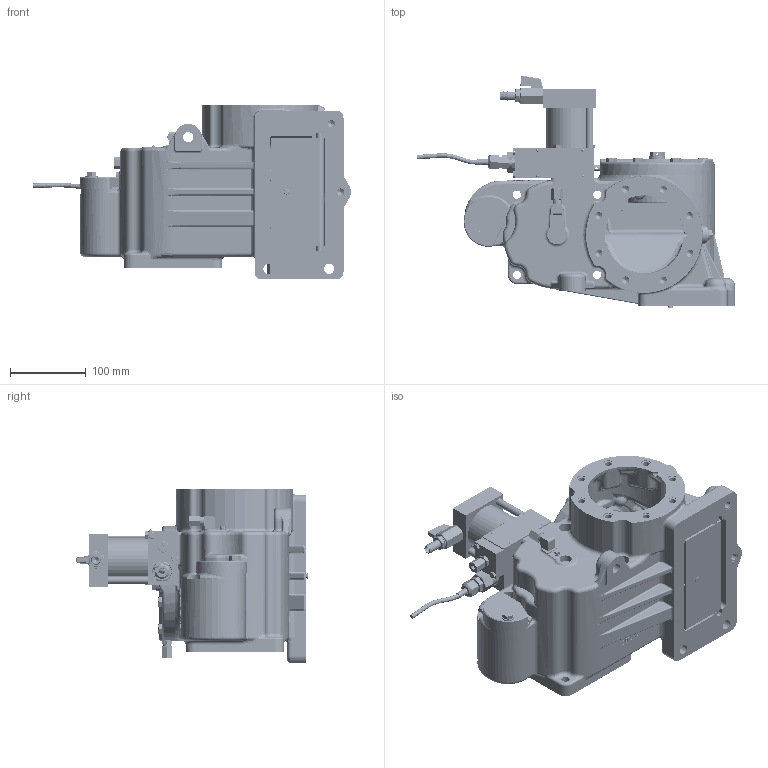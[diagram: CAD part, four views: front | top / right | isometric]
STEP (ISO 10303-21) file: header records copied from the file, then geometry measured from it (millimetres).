
FILE_DESCRIPTION (( 'STEP AP214' ), '1' );
FILE_NAME ('GVL80SE_252531.STEP', '2014-11-25T08:45:57', ( 'Admin2' ), ( '' ), 'SwSTEP 2.0', 'SolidWorks 2010', '' );
FILE_SCHEMA (( 'AUTOMOTIVE_DESIGN' ));
Length unit declared in the file: millimetre
Products named in the file (1): GVL80SE_252531
Bounding box: 420.11 x 307.04 x 231 mm (x, y, z)
Volume: 4492012.3 mm3; surface area: 929896 mm2
Topology: 80 solids, 80 shells, 4726 faces, 11547 edges, 6936 vertices
Faces by surface type: plane 1447, cylinder 1230, bspline 894, cone 655, torus 446, sphere 54
Entity records: 238625 total; most frequent: CARTESIAN_POINT 81732, ORIENTED_EDGE 22546, DIRECTION 20377, EDGE_CURVE 11273, AXIS2_PLACEMENT_3D 7970, VERTEX_POINT 6926, EDGE_LOOP 5161, UNCERTAINTY_MEASURE_WITH_UNIT 4808
